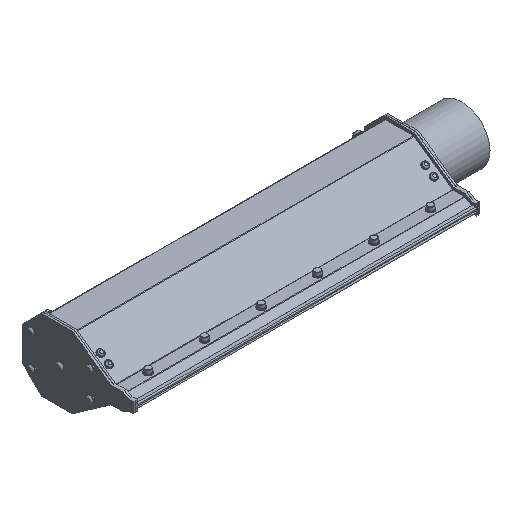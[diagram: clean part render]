
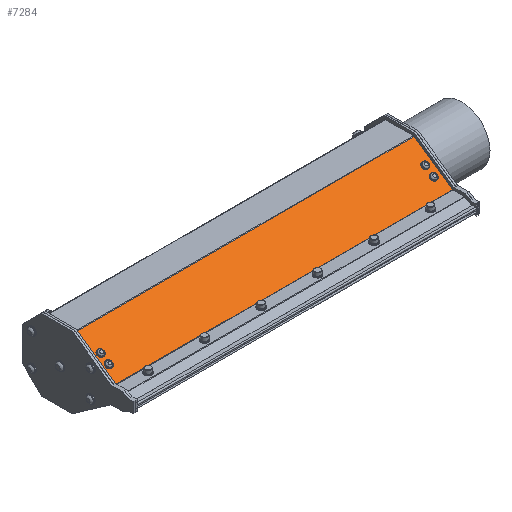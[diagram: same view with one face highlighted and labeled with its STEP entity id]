
A CAD part, isometric view. The second image highlights one B-rep face of the part: STEP entity #7284.
In plain terms, the highlighted planar face has unit normal (0, -0.574, 0.819).
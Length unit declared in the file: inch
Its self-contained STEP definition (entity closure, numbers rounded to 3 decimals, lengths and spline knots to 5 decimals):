
#402=FACE_BOUND('',#1934,.T.);
#403=FACE_BOUND('',#1935,.T.);
#404=FACE_BOUND('',#1936,.T.);
#405=FACE_BOUND('',#1937,.T.);
#762=PLANE('',#8140);
#1243=FACE_OUTER_BOUND('',#1933,.T.);
#1933=EDGE_LOOP('',(#6210,#6211,#6212,#6213));
#1934=EDGE_LOOP('',(#6214));
#1935=EDGE_LOOP('',(#6215));
#1936=EDGE_LOOP('',(#6216));
#1937=EDGE_LOOP('',(#6217));
#2334=CIRCLE('',#8042,0.17717);
#2335=CIRCLE('',#8044,0.17717);
#2336=CIRCLE('',#8046,0.17717);
#2337=CIRCLE('',#8048,0.17717);
#2649=LINE('',#29874,#2991);
#2650=LINE('',#29878,#2992);
#2651=LINE('',#29880,#2993);
#2652=LINE('',#29881,#2994);
#2991=VECTOR('',#10082,0.3937);
#2992=VECTOR('',#10087,0.3937);
#2993=VECTOR('',#10088,0.3937);
#2994=VECTOR('',#10089,0.3937);
#3582=VERTEX_POINT('',#29585);
#3583=VERTEX_POINT('',#29588);
#3584=VERTEX_POINT('',#29591);
#3585=VERTEX_POINT('',#29594);
#3668=VERTEX_POINT('',#29871);
#3669=VERTEX_POINT('',#29873);
#3670=VERTEX_POINT('',#29877);
#3671=VERTEX_POINT('',#29879);
#4419=EDGE_CURVE('',#3582,#3582,#2334,.T.);
#4420=EDGE_CURVE('',#3583,#3583,#2335,.T.);
#4421=EDGE_CURVE('',#3584,#3584,#2336,.T.);
#4422=EDGE_CURVE('',#3585,#3585,#2337,.T.);
#4552=EDGE_CURVE('',#3668,#3669,#2649,.T.);
#4554=EDGE_CURVE('',#3668,#3670,#2650,.T.);
#4555=EDGE_CURVE('',#3671,#3670,#2651,.T.);
#4556=EDGE_CURVE('',#3669,#3671,#2652,.T.);
#6210=ORIENTED_EDGE('',*,*,#4552,.F.);
#6211=ORIENTED_EDGE('',*,*,#4554,.T.);
#6212=ORIENTED_EDGE('',*,*,#4555,.F.);
#6213=ORIENTED_EDGE('',*,*,#4556,.F.);
#6214=ORIENTED_EDGE('',*,*,#4422,.T.);
#6215=ORIENTED_EDGE('',*,*,#4421,.T.);
#6216=ORIENTED_EDGE('',*,*,#4420,.T.);
#6217=ORIENTED_EDGE('',*,*,#4419,.T.);
#7284=ADVANCED_FACE('',(#1243,#402,#403,#404,#405),#762,.T.);
#8042=AXIS2_PLACEMENT_3D('',#29586,#9784,#9785);
#8044=AXIS2_PLACEMENT_3D('',#29589,#9788,#9789);
#8046=AXIS2_PLACEMENT_3D('',#29592,#9792,#9793);
#8048=AXIS2_PLACEMENT_3D('',#29595,#9796,#9797);
#8140=AXIS2_PLACEMENT_3D('',#29876,#10085,#10086);
#9784=DIRECTION('center_axis',(0.,0.574,
-0.819));
#9785=DIRECTION('ref_axis',(-1.,0.,0.));
#9788=DIRECTION('center_axis',(0.,0.574,
-0.819));
#9789=DIRECTION('ref_axis',(-1.,0.,0.));
#9792=DIRECTION('center_axis',(0.,0.574,
-0.819));
#9793=DIRECTION('ref_axis',(-1.,0.,0.));
#9796=DIRECTION('center_axis',(0.,0.574,
-0.819));
#9797=DIRECTION('ref_axis',(-1.,0.,0.));
#10082=DIRECTION('',(-1.,0.,0.));
#10085=DIRECTION('center_axis',(0.,-0.574,
0.819));
#10086=DIRECTION('ref_axis',(0.,0.819,0.574));
#10087=DIRECTION('',(0.,0.819,0.574));
#10088=DIRECTION('',(1.,0.,0.));
#10089=DIRECTION('',(0.,0.819,0.574));
#29585=CARTESIAN_POINT('',(33.59043,-1.52426,1.06307));
#29586=CARTESIAN_POINT('Origin',(33.41326,-1.52426,1.06307));
#29588=CARTESIAN_POINT('',(33.59043,-1.96004,0.75792));
#29589=CARTESIAN_POINT('Origin',(33.41326,-1.96004,0.75792));
#29591=CARTESIAN_POINT('',(50.84043,-1.52426,1.06307));
#29592=CARTESIAN_POINT('Origin',(50.66326,-1.52426,1.06307));
#29594=CARTESIAN_POINT('',(50.84043,-1.96004,0.75792));
#29595=CARTESIAN_POINT('Origin',(50.66326,-1.96004,0.75792));
#29871=CARTESIAN_POINT('',(51.03826,-2.60976,0.30298));
#29873=CARTESIAN_POINT('',(33.03826,-2.60976,0.30298));
#29874=CARTESIAN_POINT('',(51.03826,-2.60976,0.30298));
#29876=CARTESIAN_POINT('Origin',(51.03826,-2.61751,0.29756));
#29877=CARTESIAN_POINT('',(51.03826,-0.56219,1.73671));
#29878=CARTESIAN_POINT('',(51.03826,-2.61751,0.29756));
#29879=CARTESIAN_POINT('',(33.03826,-0.56219,1.73671));
#29880=CARTESIAN_POINT('',(51.03826,-0.56219,1.73671));
#29881=CARTESIAN_POINT('',(33.03826,-2.61751,0.29756));
